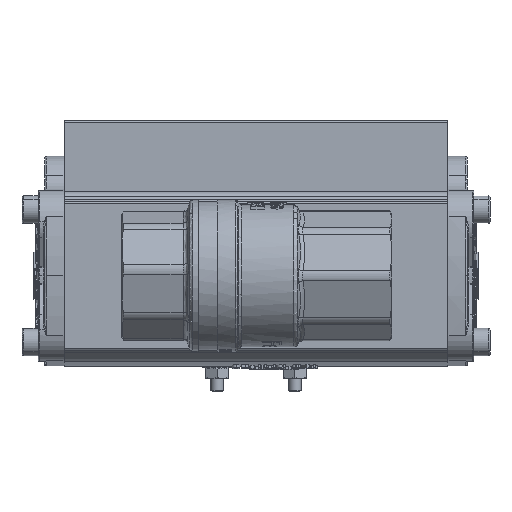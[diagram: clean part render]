
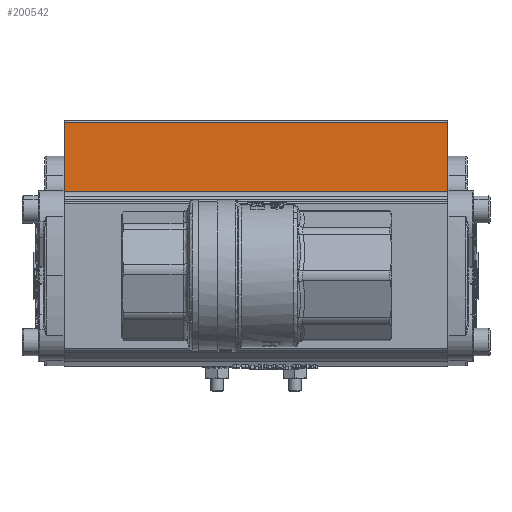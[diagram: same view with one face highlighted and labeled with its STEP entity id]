
A CAD part, front view. The second image highlights one B-rep face of the part: STEP entity #200542.
In plain terms, the highlighted planar face has unit normal (0, -1, 0).
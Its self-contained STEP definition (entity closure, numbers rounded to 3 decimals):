
#3302 = AXIS2_PLACEMENT_3D ( 'NONE', #213976, #26956, #166000 ) ;
#5704 = CARTESIAN_POINT ( 'NONE',  ( 59.723, -34.5, -47.5 ) ) ;
#7532 = EDGE_CURVE ( 'NONE', #92676, #33676, #131158, .T. ) ;
#20132 = VERTEX_POINT ( 'NONE', #5704 ) ;
#26956 = DIRECTION ( 'NONE',  ( 0., -1., 0. ) ) ;
#33676 = VERTEX_POINT ( 'NONE', #209577 ) ;
#41497 = EDGE_CURVE ( 'NONE', #20132, #214575, #208363, .T. ) ;
#42902 = VECTOR ( 'NONE', #177136, 1000. ) ;
#56054 = ORIENTED_EDGE ( 'NONE', *, *, #7532, .T. ) ;
#60395 = DIRECTION ( 'NONE',  ( -1., 0., 0. ) ) ;
#61520 = LINE ( 'NONE', #147007, #110924 ) ;
#62759 = DIRECTION ( 'NONE',  ( 0., 0., -1. ) ) ;
#81170 = CARTESIAN_POINT ( 'NONE',  ( 59.723, -34.5, -26.077 ) ) ;
#89748 = ORIENTED_EDGE ( 'NONE', *, *, #197312, .T. ) ;
#89822 = ORIENTED_EDGE ( 'NONE', *, *, #41497, .T. ) ;
#92676 = VERTEX_POINT ( 'NONE', #187295 ) ;
#104621 = CARTESIAN_POINT ( 'NONE',  ( 59.723, -34.5, -27.213 ) ) ;
#107618 = LINE ( 'NONE', #179366, #42902 ) ;
#109359 = VECTOR ( 'NONE', #62759, 1000. ) ;
#110924 = VECTOR ( 'NONE', #60395, 1000. ) ;
#113607 = FACE_OUTER_BOUND ( 'NONE', #193333, .T. ) ;
#131158 = LINE ( 'NONE', #160020, #109359 ) ;
#147007 = CARTESIAN_POINT ( 'NONE',  ( 0.323, -34.5, -26.077 ) ) ;
#151237 = EDGE_CURVE ( 'NONE', #214575, #92676, #61520, .T. ) ;
#155928 = DIRECTION ( 'NONE',  ( 0., 0., 1. ) ) ;
#156142 = ORIENTED_EDGE ( 'NONE', *, *, #151237, .T. ) ;
#160020 = CARTESIAN_POINT ( 'NONE',  ( -59.077, -34.5, -26.538 ) ) ;
#166000 = DIRECTION ( 'NONE',  ( 1., 0., 0. ) ) ;
#177136 = DIRECTION ( 'NONE',  ( 1., 0., 0. ) ) ;
#179366 = CARTESIAN_POINT ( 'NONE',  ( 0.323, -34.5, -47.5 ) ) ;
#183127 = PLANE ( 'NONE',  #3302 ) ;
#183629 = VECTOR ( 'NONE', #155928, 1000. ) ;
#187295 = CARTESIAN_POINT ( 'NONE',  ( -59.077, -34.5, -26.077 ) ) ;
#193333 = EDGE_LOOP ( 'NONE', ( #89748, #89822, #156142, #56054 ) ) ;
#197312 = EDGE_CURVE ( 'NONE', #33676, #20132, #107618, .T. ) ;
#200542 = ADVANCED_FACE ( 'NONE', ( #113607 ), #183127, .T. ) ;
#208363 = LINE ( 'NONE', #104621, #183629 ) ;
#209577 = CARTESIAN_POINT ( 'NONE',  ( -59.077, -34.5, -47.5 ) ) ;
#213976 = CARTESIAN_POINT ( 'NONE',  ( 0.323, -34.5, 0. ) ) ;
#214575 = VERTEX_POINT ( 'NONE', #81170 ) ;
